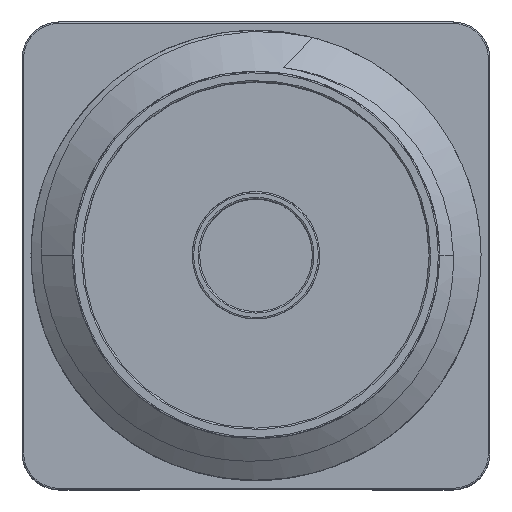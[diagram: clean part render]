
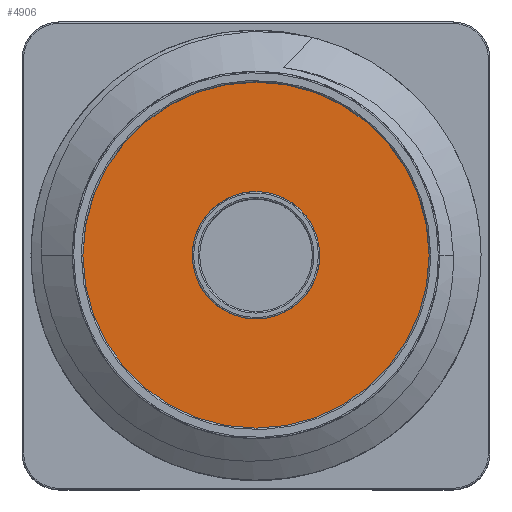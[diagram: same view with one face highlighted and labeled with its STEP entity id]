
A CAD part, top view. The second image highlights one B-rep face of the part: STEP entity #4906.
In plain terms, the highlighted planar face has unit normal (0, 0, 1).
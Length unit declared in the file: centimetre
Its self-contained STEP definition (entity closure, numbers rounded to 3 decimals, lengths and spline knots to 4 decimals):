
#41 = DIRECTION ( 'NONE',  ( 1., 0., 0. ) ) ;
#225 = ORIENTED_EDGE ( 'NONE', *, *, #2958, .F. ) ;
#253 = AXIS2_PLACEMENT_3D ( 'NONE', #3417, #2530, #2507 ) ;
#441 = VERTEX_POINT ( 'NONE', #1402 ) ;
#490 = EDGE_CURVE ( 'NONE', #1154, #441, #2174, .T. ) ;
#543 = DIRECTION ( 'NONE',  ( 0., 0., -1. ) ) ;
#585 = CARTESIAN_POINT ( 'NONE',  ( 0., 0., 0.694 ) ) ;
#695 = VERTEX_POINT ( 'NONE', #5037 ) ;
#857 = AXIS2_PLACEMENT_3D ( 'NONE', #585, #3972, #911 ) ;
#911 = DIRECTION ( 'NONE',  ( 1., 0., 0. ) ) ;
#914 = AXIS2_PLACEMENT_3D ( 'NONE', #2575, #5322, #3025 ) ;
#1083 = CARTESIAN_POINT ( 'NONE',  ( -0.235, 0., 0.694 ) ) ;
#1154 = VERTEX_POINT ( 'NONE', #3498 ) ;
#1402 = CARTESIAN_POINT ( 'NONE',  ( -0.0865, 0., 0.694 ) ) ;
#1447 = DIRECTION ( 'NONE',  ( 0., 0., -1. ) ) ;
#1563 = ORIENTED_EDGE ( 'NONE', *, *, #3456, .F. ) ;
#2174 = CIRCLE ( 'NONE', #5065, 0.0865 ) ;
#2237 = FACE_BOUND ( 'NONE', #3080, .T. ) ;
#2313 = EDGE_LOOP ( 'NONE', ( #1563, #225 ) ) ;
#2402 = CIRCLE ( 'NONE', #2750, 0.235 ) ;
#2507 = DIRECTION ( 'NONE',  ( 1., 0., 0. ) ) ;
#2524 = CIRCLE ( 'NONE', #857, 0.0865 ) ;
#2530 = DIRECTION ( 'NONE',  ( 0., 0., -1. ) ) ;
#2575 = CARTESIAN_POINT ( 'NONE',  ( 0., 0., 0.694 ) ) ;
#2750 = AXIS2_PLACEMENT_3D ( 'NONE', #4645, #1447, #3724 ) ;
#2958 = EDGE_CURVE ( 'NONE', #3112, #695, #5916, .T. ) ;
#3007 = PLANE ( 'NONE',  #914 ) ;
#3025 = DIRECTION ( 'NONE',  ( 1., 0., 0. ) ) ;
#3052 = CARTESIAN_POINT ( 'NONE',  ( 0., 0., 0.694 ) ) ;
#3080 = EDGE_LOOP ( 'NONE', ( #3947, #4955 ) ) ;
#3112 = VERTEX_POINT ( 'NONE', #1083 ) ;
#3417 = CARTESIAN_POINT ( 'NONE',  ( 0., 0., 0.694 ) ) ;
#3456 = EDGE_CURVE ( 'NONE', #695, #3112, #2402, .T. ) ;
#3498 = CARTESIAN_POINT ( 'NONE',  ( 0.0865, 0., 0.694 ) ) ;
#3724 = DIRECTION ( 'NONE',  ( 1., 0., 0. ) ) ;
#3947 = ORIENTED_EDGE ( 'NONE', *, *, #490, .T. ) ;
#3972 = DIRECTION ( 'NONE',  ( 0., 0., -1. ) ) ;
#4484 = EDGE_CURVE ( 'NONE', #441, #1154, #2524, .T. ) ;
#4645 = CARTESIAN_POINT ( 'NONE',  ( 0., 0., 0.694 ) ) ;
#4906 = ADVANCED_FACE ( 'NONE', ( #5893, #2237 ), #3007, .T. ) ;
#4955 = ORIENTED_EDGE ( 'NONE', *, *, #4484, .T. ) ;
#5037 = CARTESIAN_POINT ( 'NONE',  ( 0.235, 0., 0.694 ) ) ;
#5065 = AXIS2_PLACEMENT_3D ( 'NONE', #3052, #543, #41 ) ;
#5322 = DIRECTION ( 'NONE',  ( 0., 0., 1. ) ) ;
#5893 = FACE_OUTER_BOUND ( 'NONE', #2313, .T. ) ;
#5916 = CIRCLE ( 'NONE', #253, 0.235 ) ;
